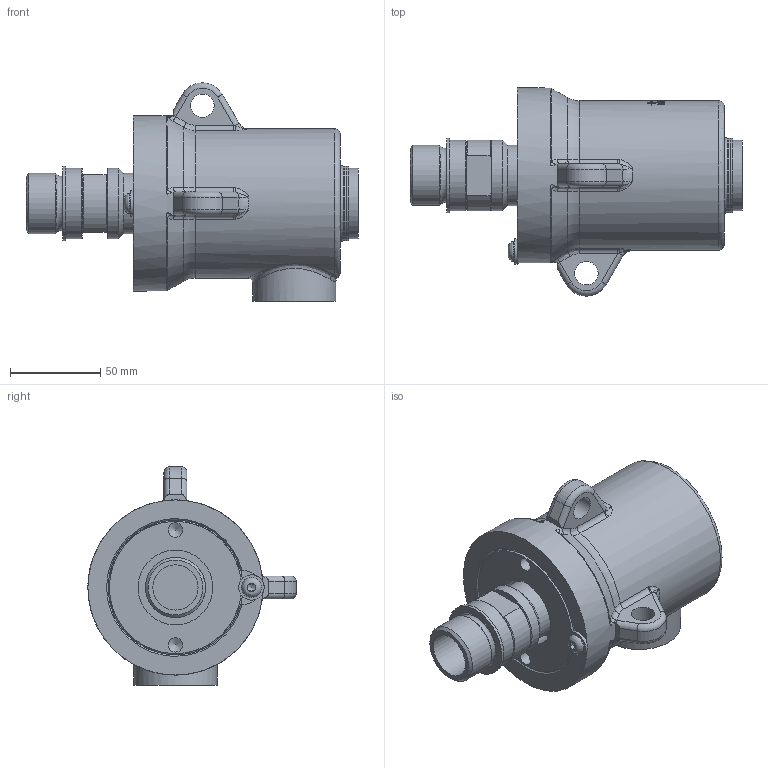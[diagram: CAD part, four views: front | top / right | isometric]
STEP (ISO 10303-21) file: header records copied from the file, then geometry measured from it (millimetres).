
FILE_DESCRIPTION(/* description */ (''),/* implementation_level */ '2;1');
FILE_NAME(/* name */ '9100-008-113-IC.stp',/* time_stamp */ '2020-05-18T13:38:58-05:00',/* author */ ('Moorera'),/* organization */ (''),/* preprocessor_version */ 'ST-DEVELOPER v18.1',/* originating_system */ 'Autodesk Inventor 2020',/* authorisation */ '');
FILE_SCHEMA (('AUTOMOTIVE_DESIGN { 1 0 10303 214 3 1 1 }'));
Products named in the file (1): 9100-008-113-IC
Bounding box: 183.45 x 115.1 x 120.7 mm (x, y, z)
Volume: 707182.5 mm3; surface area: 71789.8 mm2
Topology: 1 solids, 2 shells, 508 faces, 1355 edges, 893 vertices
Faces by surface type: bspline 272, plane 119, cylinder 82, cone 22, torus 13
Full cylindrical faces by diameter (mm): 4.978 x1, 6.35 x1, 7.4 x1, 7.9 x2, 11.1 x1, 13 x2, 14 x1, 25 x1, 30.291 x1, 31.8 x1, 33.249 x1, 33.3 x1, 33.4 x2, 39 x3, 39.7 x1, 41.3 x3, 46 x1, 73 x1, 82.5 x1, 96.8 x1
Entity records: 67333 total; most frequent: CARTESIAN_POINT 55564, ORIENTED_EDGE 2692, DIRECTION 1923, EDGE_CURVE 1346, VERTEX_POINT 893, AXIS2_PLACEMENT_3D 726, EDGE_LOOP 565, FACE_OUTER_BOUND 508
